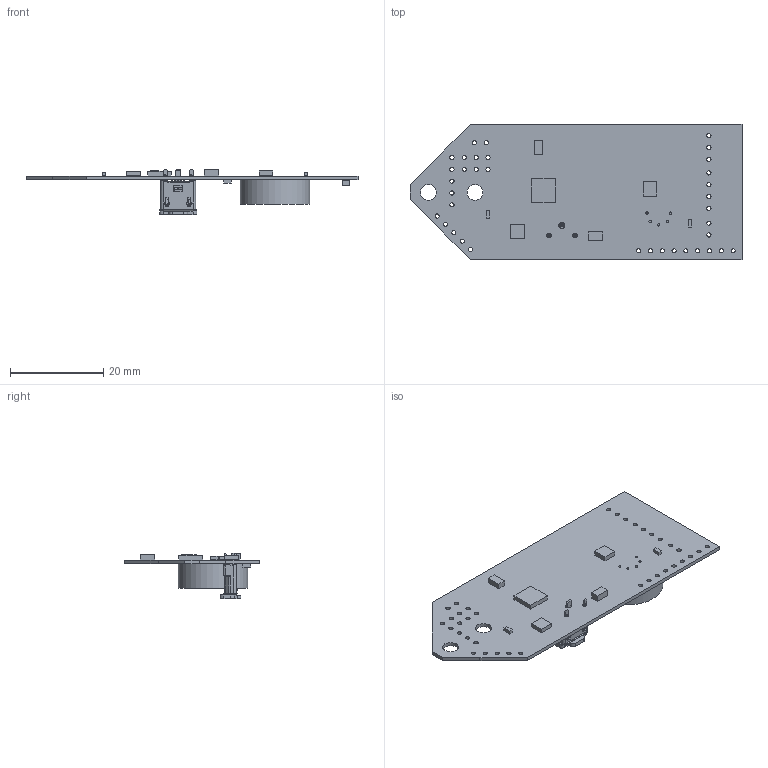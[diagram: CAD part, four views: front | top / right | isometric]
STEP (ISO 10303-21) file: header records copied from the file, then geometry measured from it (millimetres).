
FILE_DESCRIPTION(('Open CASCADE Model'),'2;1');
FILE_NAME('Open CASCADE Shape Model','2017-09-20T13:59:48',('Author'),( 'Open CASCADE'),'Open CASCADE STEP processor 6.2','Open CASCADE 6.2' ,'Unknown');
FILE_SCHEMA(('AUTOMOTIVE_DESIGN { 1 0 10303 214 1 1 1 1 }'));
Length unit declared in the file: millimetre
Products named in the file (34): PCB; Board; U7; 621022560; Extruded; U9; 621022432; U6; 1108851328; U5; 681891888; U4; 617651800; Cylinder; U3; 621022816; U2; 663043280; U1; 663030736; Q2; 621022176; Q1; P1; 1051330011; Open CASCADE STEP translator 6.2 1.12.1.1; Open CASCADE STEP translator 6.2 1.12.1.2
Assembly tree (34 placements, depth 4):
  PCB
    Board
    U7
      621022560
        Extruded
    U9
      621022432
        Extruded
    U6
      1108851328
        Extruded
    U5
      681891888
        Extruded
    U4
      617651800
        Cylinder
    U3
      621022816
        Extruded
    U2
      663043280
        Extruded
    U1
      663030736
        Extruded
    Q2
      621022176
        Extruded
    Q1
      621022176
        Extruded
    P1
      1051330011
        Open CASCADE STEP translator 6.2 1.12.1.1
        Open CASCADE STEP translator 6.2 1.12.1.2
Bounding box: 71.37 x 29.08 x 9.8 mm (x, y, z)
Volume: 2608.5 mm3; surface area: 5225.4 mm2
Topology: 12 solids, 12 shells, 511 faces, 1471 edges, 1013 vertices
Faces by surface type: plane 323, cylinder 174, torus 12, cone 2
Full cylindrical faces by diameter (mm): 0.5 x5, 0.9 x36, 0.95 x2, 1.3 x1, 3.42 x2, 15 x1
Entity records: 40288 total; most frequent: CARTESIAN_POINT 12339, DIRECTION 4833, LINE 2863, VECTOR 2863, ORIENTED_EDGE 2830, PCURVE 2830, DEFINITIONAL_REPRESENTATION 2830, EDGE_CURVE 1415
